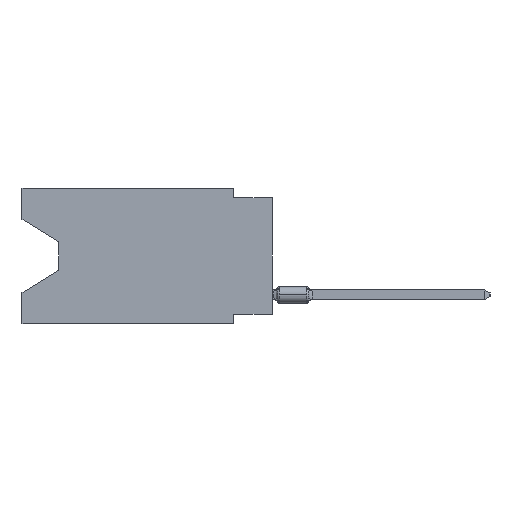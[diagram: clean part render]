
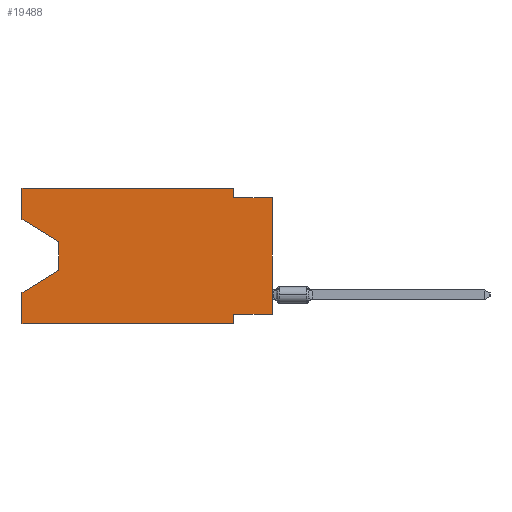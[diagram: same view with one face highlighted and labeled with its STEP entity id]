
A CAD part, left-side view. The second image highlights one B-rep face of the part: STEP entity #19488.
In plain terms, the highlighted planar face has unit normal (-1, 0, 0).
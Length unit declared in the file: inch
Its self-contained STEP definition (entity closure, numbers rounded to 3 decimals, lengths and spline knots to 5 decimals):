
#908 = EDGE_CURVE ( 'NONE', #3880, #26017, #47293, .T. ) ;
#1283 = DIRECTION ( 'NONE',  ( 0., -1., 0. ) ) ;
#1289 = CARTESIAN_POINT ( 'NONE',  ( 0., 0.1, -0.35 ) ) ;
#3017 = ORIENTED_EDGE ( 'NONE', *, *, #8069, .F. ) ;
#3056 = EDGE_CURVE ( 'NONE', #51547, #50865, #29653, .T. ) ;
#3626 = ORIENTED_EDGE ( 'NONE', *, *, #22552, .F. ) ;
#3880 = VERTEX_POINT ( 'NONE', #17878 ) ;
#4766 = EDGE_CURVE ( 'NONE', #26017, #50865, #5225, .T. ) ;
#5225 = LINE ( 'NONE', #22307, #49283 ) ;
#5616 = EDGE_CURVE ( 'NONE', #51547, #7041, #50737, .T. ) ;
#6397 = ORIENTED_EDGE ( 'NONE', *, *, #4766, .T. ) ;
#7041 = VERTEX_POINT ( 'NONE', #39264 ) ;
#7848 = LINE ( 'NONE', #53471, #52292 ) ;
#8036 = DIRECTION ( 'NONE',  ( 1., 0., 0. ) ) ;
#8069 = EDGE_CURVE ( 'NONE', #46288, #9901, #34903, .T. ) ;
#8517 = CARTESIAN_POINT ( 'NONE',  ( 0., 0., -0.025 ) ) ;
#8815 = DIRECTION ( 'NONE',  ( 0., -1., 0. ) ) ;
#9133 = VERTEX_POINT ( 'NONE', #13511 ) ;
#9213 = ORIENTED_EDGE ( 'NONE', *, *, #49134, .T. ) ;
#9901 = VERTEX_POINT ( 'NONE', #47165 ) ;
#10135 = FACE_OUTER_BOUND ( 'NONE', #13194, .T. ) ;
#10217 = EDGE_CURVE ( 'NONE', #39577, #18722, #16424, .T. ) ;
#10341 = VECTOR ( 'NONE', #27656, 39.37008 ) ;
#12013 = VECTOR ( 'NONE', #25111, 39.37008 ) ;
#12229 = VERTEX_POINT ( 'NONE', #31157 ) ;
#12896 = LINE ( 'NONE', #29753, #20676 ) ;
#13194 = EDGE_LOOP ( 'NONE', ( #9213, #13432, #6397, #37005, #50687, #3626, #3017, #21453, #21567, #44231, #38285, #34498 ) ) ;
#13432 = ORIENTED_EDGE ( 'NONE', *, *, #908, .T. ) ;
#13511 = CARTESIAN_POINT ( 'NONE',  ( 0., 0.645, -0.08025 ) ) ;
#14143 = CARTESIAN_POINT ( 'NONE',  ( 0., 0.55, -0.138 ) ) ;
#14378 = CARTESIAN_POINT ( 'NONE',  ( 0., 0.645, 0. ) ) ;
#14419 = EDGE_CURVE ( 'NONE', #18722, #12229, #12896, .T. ) ;
#15157 = LINE ( 'NONE', #48300, #10341 ) ;
#15656 = CARTESIAN_POINT ( 'NONE',  ( 0., 0.645, 0. ) ) ;
#16424 = LINE ( 'NONE', #24592, #43053 ) ;
#17542 = EDGE_CURVE ( 'NONE', #46288, #52040, #7848, .T. ) ;
#17834 = DIRECTION ( 'NONE',  ( 0., 0., -1. ) ) ;
#17878 = CARTESIAN_POINT ( 'NONE',  ( 0., 0.55, -0.138 ) ) ;
#17950 = VECTOR ( 'NONE', #27894, 39.37008 ) ;
#18722 = VERTEX_POINT ( 'NONE', #39789 ) ;
#19488 = ADVANCED_FACE ( 'NONE', ( #10135 ), #43326, .F. ) ;
#20676 = VECTOR ( 'NONE', #41994, 39.37008 ) ;
#21296 = EDGE_CURVE ( 'NONE', #9133, #39577, #27070, .T. ) ;
#21453 = ORIENTED_EDGE ( 'NONE', *, *, #17542, .T. ) ;
#21567 = ORIENTED_EDGE ( 'NONE', *, *, #46998, .F. ) ;
#21792 = CARTESIAN_POINT ( 'NONE',  ( 0., 0.645, 0. ) ) ;
#21950 = LINE ( 'NONE', #1289, #22731 ) ;
#22307 = CARTESIAN_POINT ( 'NONE',  ( 0., 0.55, -0.212 ) ) ;
#22552 = EDGE_CURVE ( 'NONE', #9901, #7041, #21950, .T. ) ;
#22689 = CARTESIAN_POINT ( 'NONE',  ( 0., 0., -0.325 ) ) ;
#22731 = VECTOR ( 'NONE', #17834, 39.37008 ) ;
#24592 = CARTESIAN_POINT ( 'NONE',  ( 0., 0.645, 0. ) ) ;
#25111 = DIRECTION ( 'NONE',  ( 0., -1., 0. ) ) ;
#25847 = DIRECTION ( 'NONE',  ( 0., 0.855, -0.519 ) ) ;
#26017 = VERTEX_POINT ( 'NONE', #49987 ) ;
#27070 = LINE ( 'NONE', #15656, #17950 ) ;
#27552 = CARTESIAN_POINT ( 'NONE',  ( 0., 0., -0.325 ) ) ;
#27656 = DIRECTION ( 'NONE',  ( 0., -0.855, -0.519 ) ) ;
#27894 = DIRECTION ( 'NONE',  ( 0., 0., 1. ) ) ;
#27981 = VECTOR ( 'NONE', #44166, 39.37008 ) ;
#29653 = LINE ( 'NONE', #21792, #50172 ) ;
#29753 = CARTESIAN_POINT ( 'NONE',  ( 0., 0.1, 0. ) ) ;
#30177 = DIRECTION ( 'NONE',  ( 0., 0., -1. ) ) ;
#31157 = CARTESIAN_POINT ( 'NONE',  ( 0., 0.1, -0.025 ) ) ;
#33241 = LINE ( 'NONE', #8517, #12013 ) ;
#33597 = DIRECTION ( 'NONE',  ( 0., 0., 1. ) ) ;
#34498 = ORIENTED_EDGE ( 'NONE', *, *, #21296, .F. ) ;
#34558 = VECTOR ( 'NONE', #30177, 39.37008 ) ;
#34903 = LINE ( 'NONE', #27552, #27981 ) ;
#37005 = ORIENTED_EDGE ( 'NONE', *, *, #3056, .F. ) ;
#37281 = DIRECTION ( 'NONE',  ( 0., 0., 1. ) ) ;
#37376 = DIRECTION ( 'NONE',  ( 0., 0., -1. ) ) ;
#37637 = CARTESIAN_POINT ( 'NONE',  ( 0., 0.645, 0. ) ) ;
#37853 = CARTESIAN_POINT ( 'NONE',  ( 0., 0.645, -0.26975 ) ) ;
#38285 = ORIENTED_EDGE ( 'NONE', *, *, #10217, .F. ) ;
#39264 = CARTESIAN_POINT ( 'NONE',  ( 0., 0.1, -0.35 ) ) ;
#39577 = VERTEX_POINT ( 'NONE', #14378 ) ;
#39789 = CARTESIAN_POINT ( 'NONE',  ( 0., 0.1, 0. ) ) ;
#41994 = DIRECTION ( 'NONE',  ( 0., 0., -1. ) ) ;
#42018 = CARTESIAN_POINT ( 'NONE',  ( 0., 0.645, -0.35 ) ) ;
#43053 = VECTOR ( 'NONE', #8815, 39.37008 ) ;
#43326 = PLANE ( 'NONE',  #53088 ) ;
#44166 = DIRECTION ( 'NONE',  ( 0., 1., 0. ) ) ;
#44204 = VECTOR ( 'NONE', #1283, 39.37008 ) ;
#44231 = ORIENTED_EDGE ( 'NONE', *, *, #14419, .F. ) ;
#46288 = VERTEX_POINT ( 'NONE', #22689 ) ;
#46386 = CARTESIAN_POINT ( 'NONE',  ( 0., 0.645, -0.35 ) ) ;
#46837 = CARTESIAN_POINT ( 'NONE',  ( 0., 0., -0.025 ) ) ;
#46998 = EDGE_CURVE ( 'NONE', #12229, #52040, #33241, .T. ) ;
#47165 = CARTESIAN_POINT ( 'NONE',  ( 0., 0.1, -0.325 ) ) ;
#47293 = LINE ( 'NONE', #14143, #34558 ) ;
#48300 = CARTESIAN_POINT ( 'NONE',  ( 0., 0.645, -0.08025 ) ) ;
#49134 = EDGE_CURVE ( 'NONE', #9133, #3880, #15157, .T. ) ;
#49283 = VECTOR ( 'NONE', #25847, 39.37008 ) ;
#49987 = CARTESIAN_POINT ( 'NONE',  ( 0., 0.55, -0.212 ) ) ;
#50172 = VECTOR ( 'NONE', #37281, 39.37008 ) ;
#50687 = ORIENTED_EDGE ( 'NONE', *, *, #5616, .T. ) ;
#50737 = LINE ( 'NONE', #46386, #44204 ) ;
#50865 = VERTEX_POINT ( 'NONE', #37853 ) ;
#51547 = VERTEX_POINT ( 'NONE', #42018 ) ;
#52040 = VERTEX_POINT ( 'NONE', #46837 ) ;
#52292 = VECTOR ( 'NONE', #33597, 39.37008 ) ;
#53088 = AXIS2_PLACEMENT_3D ( 'NONE', #37637, #8036, #37376 ) ;
#53471 = CARTESIAN_POINT ( 'NONE',  ( 0., 0., 0. ) ) ;
